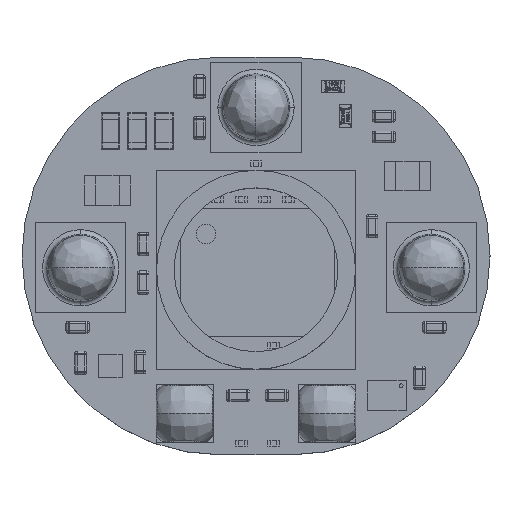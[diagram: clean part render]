
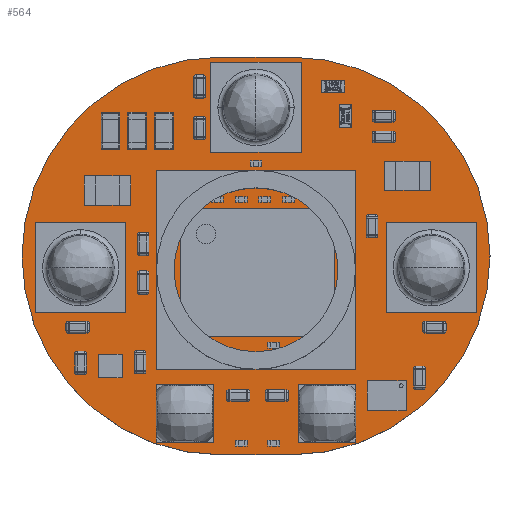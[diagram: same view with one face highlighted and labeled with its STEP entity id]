
A CAD part, top view. The second image highlights one B-rep face of the part: STEP entity #564.
In plain terms, the highlighted planar face has unit normal (0, 0, 1).
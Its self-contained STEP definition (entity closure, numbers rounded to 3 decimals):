
#287 = VERTEX_POINT('',#288);
#288 = CARTESIAN_POINT('',(-1.5,-8.5,0.));
#294 = EDGE_CURVE('',#287,#295,#297,.T.);
#295 = VERTEX_POINT('',#296);
#296 = CARTESIAN_POINT('',(1.5,-8.5,0.));
#297 = LINE('',#298,#299);
#298 = CARTESIAN_POINT('',(-1.5,-8.5,0.));
#299 = VECTOR('',#300,1.);
#300 = DIRECTION('',(1.,0.,0.));
#325 = EDGE_CURVE('',#295,#326,#328,.T.);
#326 = VERTEX_POINT('',#327);
#327 = CARTESIAN_POINT('',(1.5,8.5,0.));
#328 = CIRCLE('',#329,8.5);
#329 = AXIS2_PLACEMENT_3D('',#330,#331,#332);
#330 = CARTESIAN_POINT('',(1.5,0.,0.));
#331 = DIRECTION('',(0.,0.,1.));
#332 = DIRECTION('',(0.,-1.,0.));
#358 = EDGE_CURVE('',#326,#359,#361,.T.);
#359 = VERTEX_POINT('',#360);
#360 = CARTESIAN_POINT('',(-1.5,8.5,0.));
#361 = LINE('',#362,#363);
#362 = CARTESIAN_POINT('',(1.5,8.5,0.));
#363 = VECTOR('',#364,1.);
#364 = DIRECTION('',(-1.,0.,0.));
#389 = EDGE_CURVE('',#359,#287,#390,.T.);
#390 = CIRCLE('',#391,8.5);
#391 = AXIS2_PLACEMENT_3D('',#392,#393,#394);
#392 = CARTESIAN_POINT('',(-1.5,0.,0.));
#393 = DIRECTION('',(0.,0.,1.));
#394 = DIRECTION('',(0.,1.,0.));
#415 = VERTEX_POINT('',#416);
#416 = CARTESIAN_POINT('',(-3.2,-4.1,0.));
#422 = EDGE_CURVE('',#415,#415,#423,.T.);
#423 = CIRCLE('',#424,0.3);
#424 = AXIS2_PLACEMENT_3D('',#425,#426,#427);
#425 = CARTESIAN_POINT('',(-3.5,-4.1,0.));
#426 = DIRECTION('',(0.,0.,1.));
#427 = DIRECTION('',(1.,0.,0.));
#448 = VERTEX_POINT('',#449);
#449 = CARTESIAN_POINT('',(-3.2,2.9,0.));
#455 = EDGE_CURVE('',#448,#448,#456,.T.);
#456 = CIRCLE('',#457,0.3);
#457 = AXIS2_PLACEMENT_3D('',#458,#459,#460);
#458 = CARTESIAN_POINT('',(-3.5,2.9,0.));
#459 = DIRECTION('',(0.,0.,1.));
#460 = DIRECTION('',(1.,0.,0.));
#481 = VERTEX_POINT('',#482);
#482 = CARTESIAN_POINT('',(3.8,-4.1,0.));
#488 = EDGE_CURVE('',#481,#481,#489,.T.);
#489 = CIRCLE('',#490,0.3);
#490 = AXIS2_PLACEMENT_3D('',#491,#492,#493);
#491 = CARTESIAN_POINT('',(3.5,-4.1,0.));
#492 = DIRECTION('',(0.,0.,1.));
#493 = DIRECTION('',(1.,0.,0.));
#514 = VERTEX_POINT('',#515);
#515 = CARTESIAN_POINT('',(3.8,2.9,0.));
#521 = EDGE_CURVE('',#514,#514,#522,.T.);
#522 = CIRCLE('',#523,0.3);
#523 = AXIS2_PLACEMENT_3D('',#524,#525,#526);
#524 = CARTESIAN_POINT('',(3.5,2.9,0.));
#525 = DIRECTION('',(0.,0.,1.));
#526 = DIRECTION('',(1.,0.,0.));
#564 = ADVANCED_FACE('',(#565,#571,#574,#577,#580),#583,.F.);
#565 = FACE_BOUND('',#566,.T.);
#566 = EDGE_LOOP('',(#567,#568,#569,#570));
#567 = ORIENTED_EDGE('',*,*,#294,.T.);
#568 = ORIENTED_EDGE('',*,*,#325,.T.);
#569 = ORIENTED_EDGE('',*,*,#358,.T.);
#570 = ORIENTED_EDGE('',*,*,#389,.T.);
#571 = FACE_BOUND('',#572,.F.);
#572 = EDGE_LOOP('',(#573));
#573 = ORIENTED_EDGE('',*,*,#422,.T.);
#574 = FACE_BOUND('',#575,.F.);
#575 = EDGE_LOOP('',(#576));
#576 = ORIENTED_EDGE('',*,*,#455,.T.);
#577 = FACE_BOUND('',#578,.F.);
#578 = EDGE_LOOP('',(#579));
#579 = ORIENTED_EDGE('',*,*,#488,.T.);
#580 = FACE_BOUND('',#581,.F.);
#581 = EDGE_LOOP('',(#582));
#582 = ORIENTED_EDGE('',*,*,#521,.T.);
#583 = PLANE('',#584);
#584 = AXIS2_PLACEMENT_3D('',#585,#586,#587);
#585 = CARTESIAN_POINT('',(-1.5,-8.5,0.));
#586 = DIRECTION('',(0.,0.,-1.));
#587 = DIRECTION('',(-1.,0.,0.));
